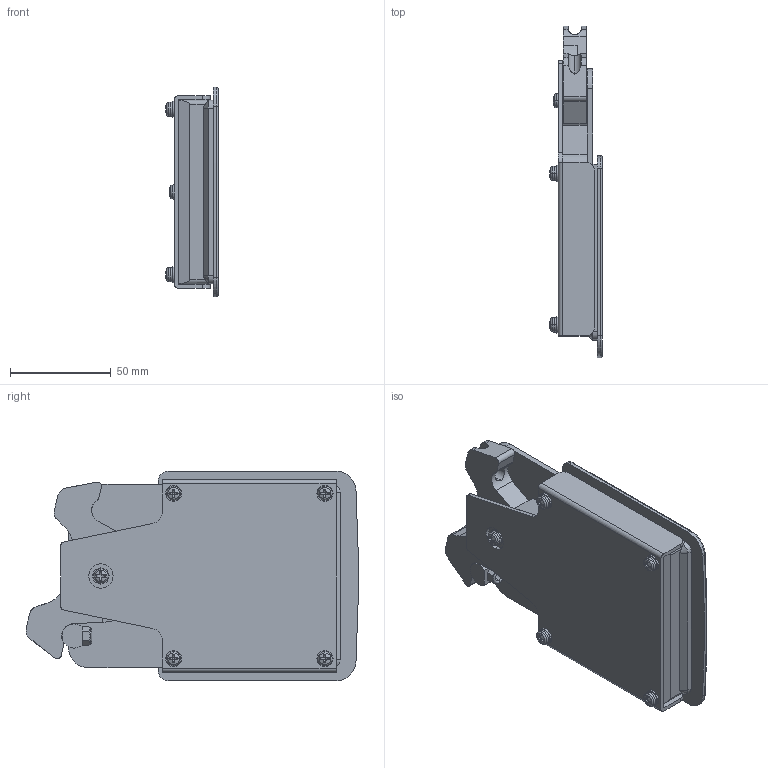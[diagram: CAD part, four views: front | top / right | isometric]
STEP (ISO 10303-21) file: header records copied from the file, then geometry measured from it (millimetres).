
FILE_DESCRIPTION (( 'STEP AP203' ), '1' );
FILE_NAME ('A-899.STEP', '2018-08-29T04:40:00', ( '' ), ( '' ), 'SwSTEP 2.0', 'SolidWorks 2014', '' );
FILE_SCHEMA (( 'CONFIG_CONTROL_DESIGN' ));
Length unit declared in the file: millimetre
Products named in the file (8): A-899; A-899_裏板; A-899_榋妏U僫僢僩 M5; A-899_本体; A-899_十字穴付小ねじ_内径基準ver1.02_M4×8十字穴付なべ小ねじ; A-899_ナット; A-899_ハンドル; A-899_ストッパー
Assembly tree (11 placements, depth 3):
  A-899
    A-899_本体
    A-899_ハンドル
    A-899_裏板
    A-899_十字穴付小ねじ_内径基準ver1.02_M4×8十字穴付なべ小ねじ  x5
    A-899_ナット
      A-899_ストッパー
      A-899_榋妏U僫僢僩 M5
Bounding box: 26.15 x 164.51 x 104 mm (x, y, z)
Volume: 113769.6 mm3; surface area: 74093.3 mm2
Topology: 10 solids, 10 shells, 510 faces, 1341 edges, 845 vertices
Faces by surface type: plane 211, cylinder 194, cone 41, torus 34, bspline 16, sphere 14
Entity records: 12019 total; most frequent: CARTESIAN_POINT 2823, DIRECTION 1781, ORIENTED_EDGE 1726, EDGE_CURVE 863, AXIS2_PLACEMENT_3D 689, VERTEX_POINT 549, VECTOR 403, LINE 403
